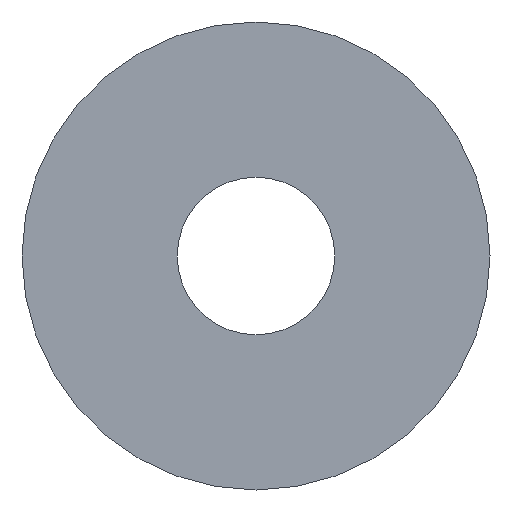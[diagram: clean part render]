
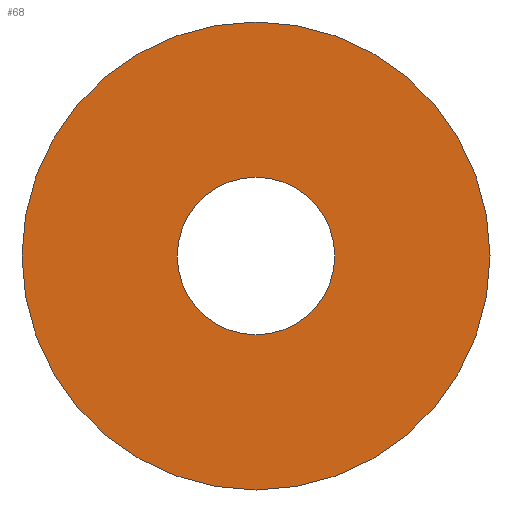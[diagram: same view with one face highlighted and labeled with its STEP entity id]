
A CAD part, front view. The second image highlights one B-rep face of the part: STEP entity #68.
In plain terms, the highlighted planar face has unit normal (0, -1, 0).
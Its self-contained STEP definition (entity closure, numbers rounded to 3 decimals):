
#2 = CARTESIAN_POINT ( 'NONE',  ( 0., 0., -1.5 ) ) ;
#14 = PLANE ( 'NONE',  #85 ) ;
#22 = ORIENTED_EDGE ( 'NONE', *, *, #195, .F. ) ;
#24 = FACE_OUTER_BOUND ( 'NONE', #63, .T. ) ;
#28 = CARTESIAN_POINT ( 'NONE',  ( 0., 0., 0. ) ) ;
#44 = DIRECTION ( 'NONE',  ( 0., 0., 1. ) ) ;
#49 = VERTEX_POINT ( 'NONE', #199 ) ;
#52 = CIRCLE ( 'NONE', #146, 1.5 ) ;
#53 = AXIS2_PLACEMENT_3D ( 'NONE', #160, #64, #179 ) ;
#61 = VERTEX_POINT ( 'NONE', #2 ) ;
#63 = EDGE_LOOP ( 'NONE', ( #155, #106 ) ) ;
#64 = DIRECTION ( 'NONE',  ( 0., -1., 0. ) ) ;
#68 = ADVANCED_FACE ( 'NONE', ( #214, #24 ), #14, .F. ) ;
#70 = DIRECTION ( 'NONE',  ( 0., -1., 0. ) ) ;
#71 = AXIS2_PLACEMENT_3D ( 'NONE', #182, #70, #118 ) ;
#80 = AXIS2_PLACEMENT_3D ( 'NONE', #83, #112, #44 ) ;
#82 = CIRCLE ( 'NONE', #80, 1.5 ) ;
#83 = CARTESIAN_POINT ( 'NONE',  ( 0., 0., 0. ) ) ;
#85 = AXIS2_PLACEMENT_3D ( 'NONE', #28, #98, #129 ) ;
#89 = CARTESIAN_POINT ( 'NONE',  ( 0., 0., 0. ) ) ;
#91 = VERTEX_POINT ( 'NONE', #97 ) ;
#97 = CARTESIAN_POINT ( 'NONE',  ( 0., 0., -0.505 ) ) ;
#98 = DIRECTION ( 'NONE',  ( 0., 1., 0. ) ) ;
#102 = EDGE_LOOP ( 'NONE', ( #202, #22 ) ) ;
#103 = DIRECTION ( 'NONE',  ( 0., 0., 1. ) ) ;
#106 = ORIENTED_EDGE ( 'NONE', *, *, #111, .F. ) ;
#111 = EDGE_CURVE ( 'NONE', #49, #61, #82, .T. ) ;
#112 = DIRECTION ( 'NONE',  ( 0., 1., 0. ) ) ;
#118 = DIRECTION ( 'NONE',  ( 0., 0., -1. ) ) ;
#121 = EDGE_CURVE ( 'NONE', #91, #188, #158, .T. ) ;
#125 = CIRCLE ( 'NONE', #71, 0.505 ) ;
#129 = DIRECTION ( 'NONE',  ( 0., 0., 1. ) ) ;
#146 = AXIS2_PLACEMENT_3D ( 'NONE', #89, #185, #103 ) ;
#155 = ORIENTED_EDGE ( 'NONE', *, *, #166, .F. ) ;
#158 = CIRCLE ( 'NONE', #53, 0.505 ) ;
#160 = CARTESIAN_POINT ( 'NONE',  ( 0., 0., 0. ) ) ;
#166 = EDGE_CURVE ( 'NONE', #61, #49, #52, .T. ) ;
#179 = DIRECTION ( 'NONE',  ( 0., 0., -1. ) ) ;
#182 = CARTESIAN_POINT ( 'NONE',  ( 0., 0., 0. ) ) ;
#185 = DIRECTION ( 'NONE',  ( 0., 1., 0. ) ) ;
#188 = VERTEX_POINT ( 'NONE', #204 ) ;
#195 = EDGE_CURVE ( 'NONE', #188, #91, #125, .T. ) ;
#199 = CARTESIAN_POINT ( 'NONE',  ( 0., 0., 1.5 ) ) ;
#202 = ORIENTED_EDGE ( 'NONE', *, *, #121, .F. ) ;
#204 = CARTESIAN_POINT ( 'NONE',  ( 0., 0., 0.505 ) ) ;
#214 = FACE_BOUND ( 'NONE', #102, .T. ) ;
